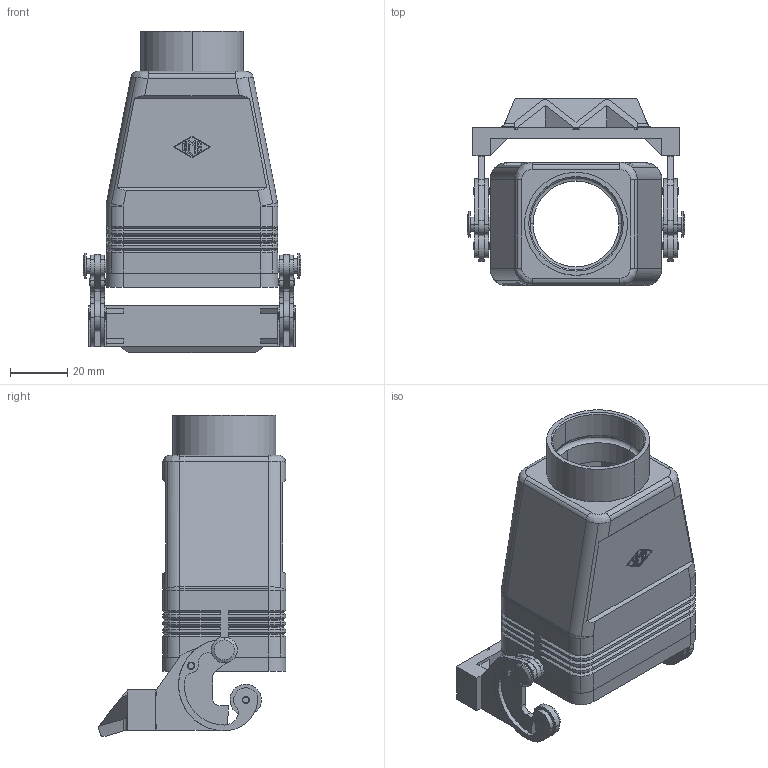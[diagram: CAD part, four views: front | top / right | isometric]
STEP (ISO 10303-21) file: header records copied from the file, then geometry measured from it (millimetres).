
FILE_DESCRIPTION(('Creo Elements/Direct Modeling STEP Export'),'2;1');
FILE_NAME('0ln7uvk49b7oj072268','2017-02-22T15:34:24',(''),(''),'PTC Creo Elements/Direct Modeling STEP processor for AP214 (Solid Model)','PTC Creo Elements/Direct Modeling 19.0E 27-Jun-2016 (C) Parametric Technology GmbH','');
FILE_SCHEMA(('AUTOMOTIVE_DESIGN { 1 0 10303 214 1 1 1 1 }'));
Length unit declared in the file: millimetre
Products named in the file (2): CAV_Tüllengehäuse_1_Bügel_für_einen_Einsatz; MAVE_06_LG32.stp
Assembly tree (1 placements, depth 2):
  MAVE_06_LG32.stp
    CAV_Tüllengehäuse_1_Bügel_für_einen_Einsatz
Bounding box: 76 x 65.59 x 112.34 mm (x, y, z)
Volume: 72453.6 mm3; surface area: 41757.1 mm2
Topology: 1 solids, 3 shells, 642 faces, 1615 edges, 998 vertices
Faces by surface type: plane 309, cylinder 224, cone 80, torus 20, bspline 5, sphere 4
Entity records: 24899 total; most frequent: CARTESIAN_POINT 3906, DIRECTION 3497, ORIENTED_EDGE 3210, EDGE_CURVE 1605, AXIS2_PLACEMENT_3D 1255, VERTEX_POINT 998, VECTOR 987, LINE 987
